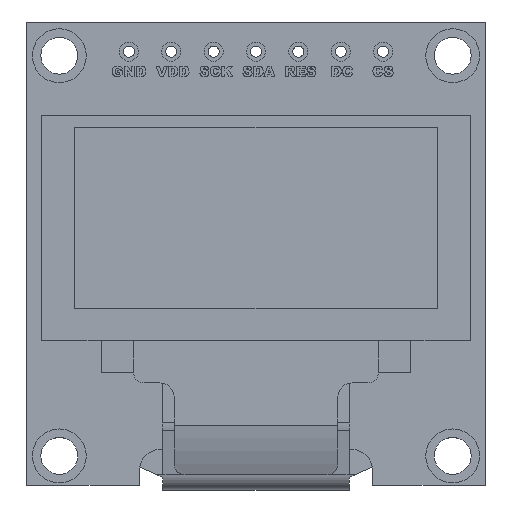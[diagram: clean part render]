
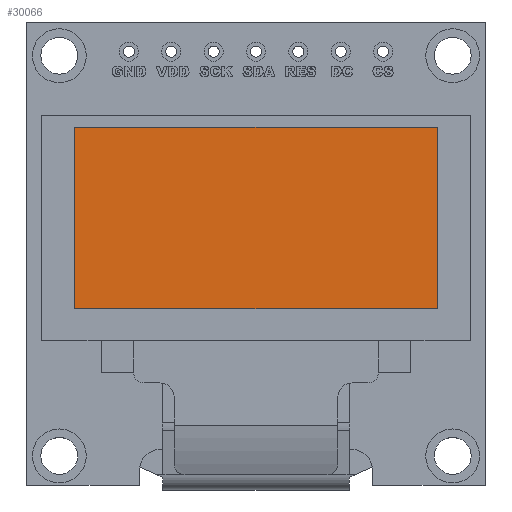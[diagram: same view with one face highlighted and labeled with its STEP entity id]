
A CAD part, top view. The second image highlights one B-rep face of the part: STEP entity #30066.
In plain terms, the highlighted planar face has unit normal (0, 0, 1).
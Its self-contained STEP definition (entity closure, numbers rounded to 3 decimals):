
#2477=FACE_OUTER_BOUND('',#4255,.T.);
#4255=EDGE_LOOP('',(#24926,#24927,#24928,#24929));
#7662=LINE('',#53368,#11058);
#7664=LINE('',#53372,#11060);
#7666=LINE('',#53376,#11062);
#7668=LINE('',#53379,#11064);
#11058=VECTOR('',#37537,1000.);
#11060=VECTOR('',#37541,1000.);
#11062=VECTOR('',#37545,1000.);
#11064=VECTOR('',#37549,1000.);
#13743=VERTEX_POINT('',#53365);
#13744=VERTEX_POINT('',#53367);
#13745=VERTEX_POINT('',#53371);
#13746=VERTEX_POINT('',#53375);
#17560=EDGE_CURVE('',#13743,#13744,#7662,.T.);
#17562=EDGE_CURVE('',#13744,#13745,#7664,.T.);
#17564=EDGE_CURVE('',#13745,#13746,#7666,.T.);
#17566=EDGE_CURVE('',#13746,#13743,#7668,.T.);
#24926=ORIENTED_EDGE('',*,*,#17560,.F.);
#24927=ORIENTED_EDGE('',*,*,#17566,.F.);
#24928=ORIENTED_EDGE('',*,*,#17564,.F.);
#24929=ORIENTED_EDGE('',*,*,#17562,.F.);
#27109=PLANE('',#31625);
#30066=ADVANCED_FACE('',(#2477),#27109,.F.);
#31625=AXIS2_PLACEMENT_3D('',#53380,#37550,#37551);
#37537=DIRECTION('',(0.,1.,0.));
#37541=DIRECTION('',(1.,0.,0.));
#37545=DIRECTION('',(0.,-1.,0.));
#37549=DIRECTION('',(-1.,0.,0.));
#37550=DIRECTION('center_axis',(0.,0.,-1.));
#37551=DIRECTION('ref_axis',(-1.,0.,0.));
#53365=CARTESIAN_POINT('',(-10.872,-3.363,1.356));
#53367=CARTESIAN_POINT('',(-10.872,7.501,1.356));
#53368=CARTESIAN_POINT('',(-10.872,-3.363,1.356));
#53371=CARTESIAN_POINT('',(10.872,7.501,1.356));
#53372=CARTESIAN_POINT('',(-10.872,7.501,1.356));
#53375=CARTESIAN_POINT('',(10.872,-3.363,1.356));
#53376=CARTESIAN_POINT('',(10.872,7.501,1.356));
#53379=CARTESIAN_POINT('',(10.872,-3.363,1.356));
#53380=CARTESIAN_POINT('Origin',(0.,0.,1.356));
